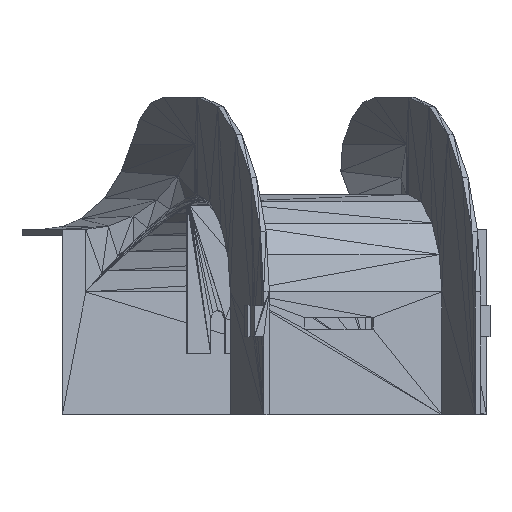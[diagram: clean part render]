
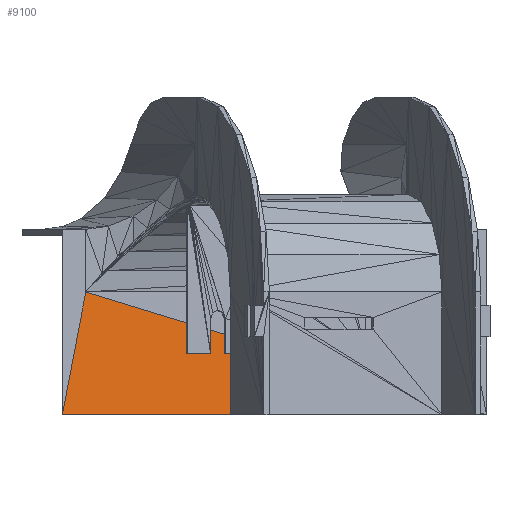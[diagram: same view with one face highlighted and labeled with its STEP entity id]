
A CAD part, front view. The second image highlights one B-rep face of the part: STEP entity #9100.
In plain terms, the highlighted planar face has unit normal (0.342, -0.94, 0).
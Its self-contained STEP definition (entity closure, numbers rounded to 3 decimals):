
#7972 = PLANE('',#7973);
#7973 = AXIS2_PLACEMENT_3D('',#7974,#7975,#7976);
#7974 = CARTESIAN_POINT('',(-974.318,-5053.096,
    -44.082));
#7975 = DIRECTION('',(0.,0.,-1.));
#7976 = DIRECTION('',(0.,-1.,0.));
#8128 = VERTEX_POINT('',#8129);
#8129 = CARTESIAN_POINT('',(-1051.418,-5082.479,
    6.418));
#8204 = PLANE('',#8205);
#8205 = AXIS2_PLACEMENT_3D('',#8206,#8207,#8208);
#8206 = CARTESIAN_POINT('',(-1057.716,-5084.771,
    -3.678));
#8207 = DIRECTION('',(0.342,-0.94,0.
    ));
#8208 = DIRECTION('',(-0.94,-0.342,0.));
#9100 = ADVANCED_FACE('',(#9101),#9113,.T.);
#9101 = FACE_BOUND('',#9102,.T.);
#9102 = EDGE_LOOP('',(#9103,#9136,#9159));
#9103 = ORIENTED_EDGE('',*,*,#9104,.T.);
#9104 = EDGE_CURVE('',#9105,#8128,#9107,.T.);
#9105 = VERTEX_POINT('',#9106);
#9106 = CARTESIAN_POINT('',(-886.743,-5022.542,
    -44.082));
#9107 = SURFACE_CURVE('',#9108,(#9112,#9124),.PCURVE_S1.);
#9108 = LINE('',#9109,#9110);
#9109 = CARTESIAN_POINT('',(-886.743,-5022.542,
    -44.082));
#9110 = VECTOR('',#9111,1.);
#9111 = DIRECTION('',(-0.903,-0.329,0.277));
#9112 = PCURVE('',#9113,#9118);
#9113 = PLANE('',#9114);
#9114 = AXIS2_PLACEMENT_3D('',#9115,#9116,#9117);
#9115 = CARTESIAN_POINT('',(-981.917,-5057.182,
    -29.999));
#9116 = DIRECTION('',(0.342,-0.94,0.
    ));
#9117 = DIRECTION('',(-0.94,-0.342,0.));
#9118 = DEFINITIONAL_REPRESENTATION('',(#9119),#9123);
#9119 = LINE('',#9120,#9121);
#9120 = CARTESIAN_POINT('',(-101.282,14.082));
#9121 = VECTOR('',#9122,1.);
#9122 = DIRECTION('',(0.961,-0.277));
#9123 = ( GEOMETRIC_REPRESENTATION_CONTEXT(2) 
PARAMETRIC_REPRESENTATION_CONTEXT() REPRESENTATION_CONTEXT('2D SPACE',''
  ) );
#9124 = PCURVE('',#9125,#9130);
#9125 = PLANE('',#9126);
#9126 = AXIS2_PLACEMENT_3D('',#9127,#9128,#9129);
#9127 = CARTESIAN_POINT('',(-961.057,-5049.59,
    -8.388));
#9128 = DIRECTION('',(0.342,-0.94,0.)
  );
#9129 = DIRECTION('',(-0.94,-0.342,0.));
#9130 = DEFINITIONAL_REPRESENTATION('',(#9131),#9135);
#9131 = LINE('',#9132,#9133);
#9132 = CARTESIAN_POINT('',(-79.083,35.694));
#9133 = VECTOR('',#9134,1.);
#9134 = DIRECTION('',(0.961,-0.277));
#9135 = ( GEOMETRIC_REPRESENTATION_CONTEXT(2) 
PARAMETRIC_REPRESENTATION_CONTEXT() REPRESENTATION_CONTEXT('2D SPACE',''
  ) );
#9136 = ORIENTED_EDGE('',*,*,#9137,.F.);
#9137 = EDGE_CURVE('',#9138,#8128,#9140,.T.);
#9138 = VERTEX_POINT('',#9139);
#9139 = CARTESIAN_POINT('',(-1061.044,-5085.982,
    -44.082));
#9140 = SURFACE_CURVE('',#9141,(#9145,#9152),.PCURVE_S1.);
#9141 = LINE('',#9142,#9143);
#9142 = CARTESIAN_POINT('',(-1061.044,-5085.982,
    -44.082));
#9143 = VECTOR('',#9144,1.);
#9144 = DIRECTION('',(0.187,0.068,0.98)
  );
#9145 = PCURVE('',#9113,#9146);
#9146 = DEFINITIONAL_REPRESENTATION('',(#9147),#9151);
#9147 = LINE('',#9148,#9149);
#9148 = CARTESIAN_POINT('',(84.205,14.082));
#9149 = VECTOR('',#9150,1.);
#9150 = DIRECTION('',(-0.199,-0.98));
#9151 = ( GEOMETRIC_REPRESENTATION_CONTEXT(2) 
PARAMETRIC_REPRESENTATION_CONTEXT() REPRESENTATION_CONTEXT('2D SPACE',''
  ) );
#9152 = PCURVE('',#8204,#9153);
#9153 = DEFINITIONAL_REPRESENTATION('',(#9154),#9158);
#9154 = LINE('',#9155,#9156);
#9155 = CARTESIAN_POINT('',(3.541,40.404));
#9156 = VECTOR('',#9157,1.);
#9157 = DIRECTION('',(-0.199,-0.98));
#9158 = ( GEOMETRIC_REPRESENTATION_CONTEXT(2) 
PARAMETRIC_REPRESENTATION_CONTEXT() REPRESENTATION_CONTEXT('2D SPACE',''
  ) );
#9159 = ORIENTED_EDGE('',*,*,#9160,.F.);
#9160 = EDGE_CURVE('',#9105,#9138,#9161,.T.);
#9161 = SURFACE_CURVE('',#9162,(#9166,#9173),.PCURVE_S1.);
#9162 = LINE('',#9163,#9164);
#9163 = CARTESIAN_POINT('',(-886.743,-5022.542,
    -44.082));
#9164 = VECTOR('',#9165,1.);
#9165 = DIRECTION('',(-0.94,-0.342,0.));
#9166 = PCURVE('',#9113,#9167);
#9167 = DEFINITIONAL_REPRESENTATION('',(#9168),#9172);
#9168 = LINE('',#9169,#9170);
#9169 = CARTESIAN_POINT('',(-101.282,14.082));
#9170 = VECTOR('',#9171,1.);
#9171 = DIRECTION('',(1.,0.));
#9172 = ( GEOMETRIC_REPRESENTATION_CONTEXT(2) 
PARAMETRIC_REPRESENTATION_CONTEXT() REPRESENTATION_CONTEXT('2D SPACE',''
  ) );
#9173 = PCURVE('',#7972,#9174);
#9174 = DEFINITIONAL_REPRESENTATION('',(#9175),#9179);
#9175 = LINE('',#9176,#9177);
#9176 = CARTESIAN_POINT('',(-30.554,-87.574));
#9177 = VECTOR('',#9178,1.);
#9178 = DIRECTION('',(0.342,0.94));
#9179 = ( GEOMETRIC_REPRESENTATION_CONTEXT(2) 
PARAMETRIC_REPRESENTATION_CONTEXT() REPRESENTATION_CONTEXT('2D SPACE',''
  ) );
